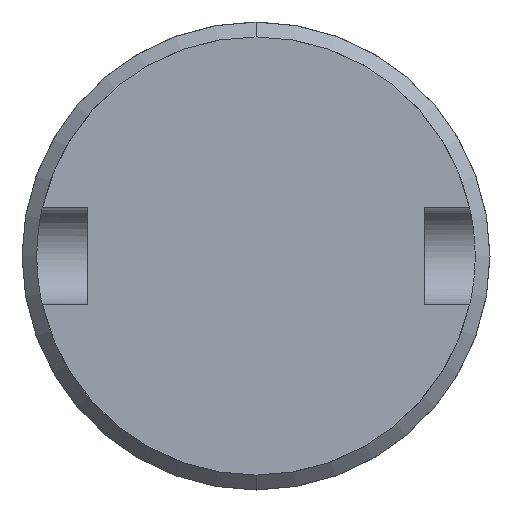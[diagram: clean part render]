
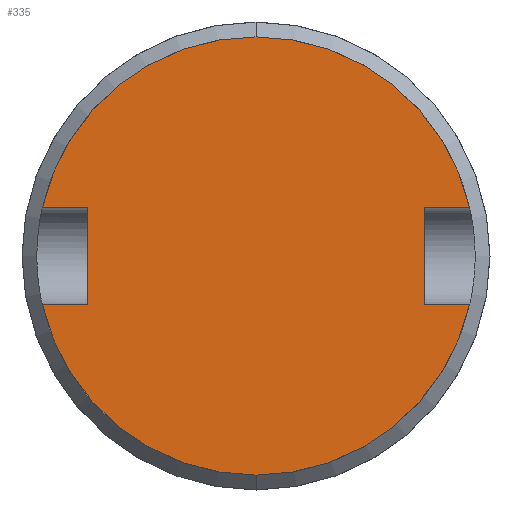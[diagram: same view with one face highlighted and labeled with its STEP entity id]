
A CAD part, front view. The second image highlights one B-rep face of the part: STEP entity #335.
In plain terms, the highlighted planar face has unit normal (0, -1, 0).
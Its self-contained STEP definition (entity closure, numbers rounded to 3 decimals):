
#8 = ORIENTED_EDGE ( 'NONE', *, *, #108, .F. ) ;
#9 = EDGE_CURVE ( 'NONE', #272, #27, #394, .T. ) ;
#12 = VECTOR ( 'NONE', #124, 1000. ) ;
#22 = VERTEX_POINT ( 'NONE', #159 ) ;
#27 = VERTEX_POINT ( 'NONE', #129 ) ;
#28 = VECTOR ( 'NONE', #35, 1000. ) ;
#29 = AXIS2_PLACEMENT_3D ( 'NONE', #68, #231, #556 ) ;
#31 = CIRCLE ( 'NONE', #509, 8.895 ) ;
#32 = DIRECTION ( 'NONE',  ( 0., 1., 0. ) ) ;
#35 = DIRECTION ( 'NONE',  ( 0., 0., 1. ) ) ;
#58 = DIRECTION ( 'NONE',  ( -1., 0., 0. ) ) ;
#64 = ORIENTED_EDGE ( 'NONE', *, *, #149, .T. ) ;
#66 = DIRECTION ( 'NONE',  ( 0., 0., 1. ) ) ;
#68 = CARTESIAN_POINT ( 'NONE',  ( 0., -25., 0. ) ) ;
#74 = CARTESIAN_POINT ( 'NONE',  ( 0., -25., 8.895 ) ) ;
#93 = CARTESIAN_POINT ( 'NONE',  ( -8.671, -25., 1.984 ) ) ;
#108 = EDGE_CURVE ( 'NONE', #461, #272, #268, .T. ) ;
#115 = EDGE_CURVE ( 'NONE', #224, #168, #338, .T. ) ;
#116 = CARTESIAN_POINT ( 'NONE',  ( -6.831, -25., 1.984 ) ) ;
#117 = VERTEX_POINT ( 'NONE', #74 ) ;
#118 = VECTOR ( 'NONE', #247, 1000. ) ;
#122 = CARTESIAN_POINT ( 'NONE',  ( 0., -25., 0. ) ) ;
#124 = DIRECTION ( 'NONE',  ( 0., 0., 1. ) ) ;
#129 = CARTESIAN_POINT ( 'NONE',  ( -6.831, -25., -1.984 ) ) ;
#149 = EDGE_CURVE ( 'NONE', #355, #224, #560, .T. ) ;
#150 = LINE ( 'NONE', #116, #12 ) ;
#151 = ORIENTED_EDGE ( 'NONE', *, *, #115, .T. ) ;
#155 = DIRECTION ( 'NONE',  ( -1., 0., 0. ) ) ;
#159 = CARTESIAN_POINT ( 'NONE',  ( 8.671, -25., 1.984 ) ) ;
#166 = DIRECTION ( 'NONE',  ( 0., 0., 1. ) ) ;
#167 = AXIS2_PLACEMENT_3D ( 'NONE', #122, #480, #166 ) ;
#168 = VERTEX_POINT ( 'NONE', #376 ) ;
#173 = VECTOR ( 'NONE', #548, 1000. ) ;
#174 = CARTESIAN_POINT ( 'NONE',  ( 0., -25., 0. ) ) ;
#179 = VERTEX_POINT ( 'NONE', #243 ) ;
#192 = CARTESIAN_POINT ( 'NONE',  ( 6.831, -25., 1.984 ) ) ;
#198 = CARTESIAN_POINT ( 'NONE',  ( -8.671, -25., -1.984 ) ) ;
#214 = EDGE_CURVE ( 'NONE', #355, #461, #236, .T. ) ;
#223 = EDGE_CURVE ( 'NONE', #27, #179, #150, .T. ) ;
#224 = VERTEX_POINT ( 'NONE', #533 ) ;
#231 = DIRECTION ( 'NONE',  ( 0., 1., 0. ) ) ;
#232 = ORIENTED_EDGE ( 'NONE', *, *, #223, .F. ) ;
#236 = CIRCLE ( 'NONE', #29, 8.895 ) ;
#239 = VECTOR ( 'NONE', #58, 1000. ) ;
#243 = CARTESIAN_POINT ( 'NONE',  ( -6.831, -25., 1.984 ) ) ;
#246 = CARTESIAN_POINT ( 'NONE',  ( 8.671, -25., -1.984 ) ) ;
#247 = DIRECTION ( 'NONE',  ( 1., 0., 0. ) ) ;
#254 = DIRECTION ( 'NONE',  ( 0., 0., 1. ) ) ;
#266 = DIRECTION ( 'NONE',  ( 0., 1., 0. ) ) ;
#268 = CIRCLE ( 'NONE', #345, 8.895 ) ;
#269 = LINE ( 'NONE', #361, #239 ) ;
#272 = VERTEX_POINT ( 'NONE', #198 ) ;
#283 = VERTEX_POINT ( 'NONE', #93 ) ;
#295 = PLANE ( 'NONE',  #167 ) ;
#302 = CARTESIAN_POINT ( 'NONE',  ( 0., -25., 0. ) ) ;
#319 = EDGE_CURVE ( 'NONE', #117, #22, #489, .T. ) ;
#322 = ORIENTED_EDGE ( 'NONE', *, *, #378, .F. ) ;
#326 = ORIENTED_EDGE ( 'NONE', *, *, #214, .F. ) ;
#329 = ORIENTED_EDGE ( 'NONE', *, *, #499, .F. ) ;
#335 = ADVANCED_FACE ( 'NONE', ( #440 ), #295, .F. ) ;
#338 = LINE ( 'NONE', #192, #28 ) ;
#341 = DIRECTION ( 'NONE',  ( 0., 0., 1. ) ) ;
#345 = AXIS2_PLACEMENT_3D ( 'NONE', #428, #32, #66 ) ;
#355 = VERTEX_POINT ( 'NONE', #246 ) ;
#361 = CARTESIAN_POINT ( 'NONE',  ( -6.831, -25., 1.984 ) ) ;
#376 = CARTESIAN_POINT ( 'NONE',  ( 6.831, -25., 1.984 ) ) ;
#378 = EDGE_CURVE ( 'NONE', #179, #283, #269, .T. ) ;
#394 = LINE ( 'NONE', #531, #118 ) ;
#402 = CARTESIAN_POINT ( 'NONE',  ( 0., -25., -8.895 ) ) ;
#428 = CARTESIAN_POINT ( 'NONE',  ( 0., -25., 0. ) ) ;
#440 = FACE_OUTER_BOUND ( 'NONE', #497, .T. ) ;
#461 = VERTEX_POINT ( 'NONE', #402 ) ;
#473 = VECTOR ( 'NONE', #155, 1000. ) ;
#475 = CARTESIAN_POINT ( 'NONE',  ( 6.831, -25., -1.984 ) ) ;
#480 = DIRECTION ( 'NONE',  ( 0., 1., 0. ) ) ;
#483 = DIRECTION ( 'NONE',  ( 0., 1., 0. ) ) ;
#489 = CIRCLE ( 'NONE', #553, 8.895 ) ;
#497 = EDGE_LOOP ( 'NONE', ( #64, #151, #523, #504, #329, #322, #232, #549, #8, #326 ) ) ;
#499 = EDGE_CURVE ( 'NONE', #283, #117, #31, .T. ) ;
#504 = ORIENTED_EDGE ( 'NONE', *, *, #319, .F. ) ;
#509 = AXIS2_PLACEMENT_3D ( 'NONE', #174, #266, #254 ) ;
#523 = ORIENTED_EDGE ( 'NONE', *, *, #558, .T. ) ;
#531 = CARTESIAN_POINT ( 'NONE',  ( -6.831, -25., -1.984 ) ) ;
#533 = CARTESIAN_POINT ( 'NONE',  ( 6.831, -25., -1.984 ) ) ;
#542 = CARTESIAN_POINT ( 'NONE',  ( 6.831, -25., 1.984 ) ) ;
#548 = DIRECTION ( 'NONE',  ( 1., 0., 0. ) ) ;
#549 = ORIENTED_EDGE ( 'NONE', *, *, #9, .F. ) ;
#550 = LINE ( 'NONE', #542, #173 ) ;
#553 = AXIS2_PLACEMENT_3D ( 'NONE', #302, #483, #341 ) ;
#556 = DIRECTION ( 'NONE',  ( 0., 0., 1. ) ) ;
#558 = EDGE_CURVE ( 'NONE', #168, #22, #550, .T. ) ;
#560 = LINE ( 'NONE', #475, #473 ) ;
